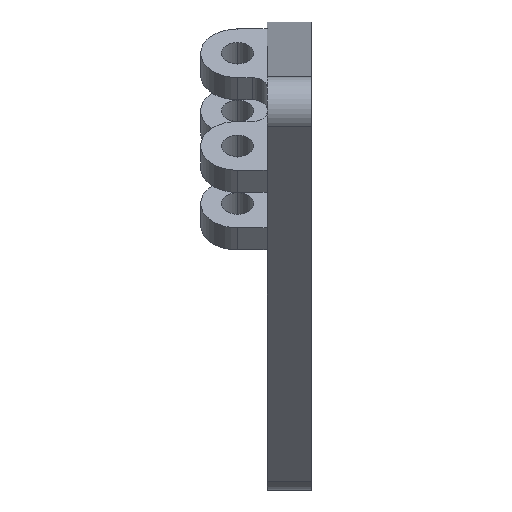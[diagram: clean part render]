
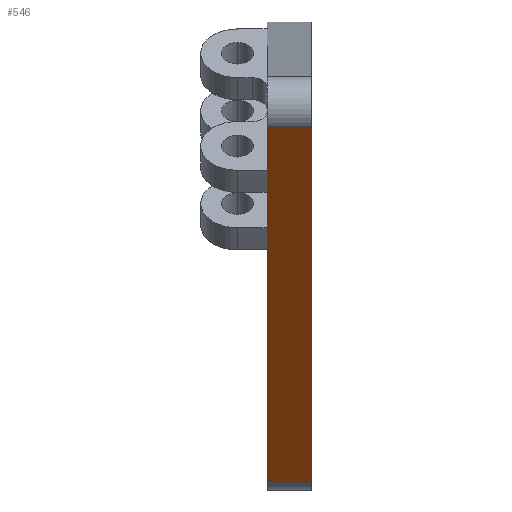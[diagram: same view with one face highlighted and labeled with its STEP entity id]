
A CAD part, top view. The second image highlights one B-rep face of the part: STEP entity #546.
In plain terms, the highlighted planar face has unit normal (0, -0.707, 0.707).
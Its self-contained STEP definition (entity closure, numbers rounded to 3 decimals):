
#88 = VECTOR ( 'NONE', #1464, 1000. ) ;
#108 = VERTEX_POINT ( 'NONE', #1056 ) ;
#177 = EDGE_CURVE ( 'NONE', #460, #108, #1549, .T. ) ;
#216 = ORIENTED_EDGE ( 'NONE', *, *, #339, .T. ) ;
#280 = CARTESIAN_POINT ( 'NONE',  ( -8., 18.586, -46.586 ) ) ;
#282 = CARTESIAN_POINT ( 'NONE',  ( -8., -5.414, -70.586 ) ) ;
#328 = VERTEX_POINT ( 'NONE', #847 ) ;
#339 = EDGE_CURVE ( 'NONE', #815, #328, #1093, .T. ) ;
#367 = DIRECTION ( 'NONE',  ( 0., -0.707, -0.707 ) ) ;
#418 = DIRECTION ( 'NONE',  ( 0., -0.707, -0.707 ) ) ;
#427 = DIRECTION ( 'NONE',  ( 0., -0.707, 0.707 ) ) ;
#452 = VECTOR ( 'NONE', #1151, 1000. ) ;
#460 = VERTEX_POINT ( 'NONE', #1042 ) ;
#465 = ORIENTED_EDGE ( 'NONE', *, *, #1238, .T. ) ;
#546 = ADVANCED_FACE ( 'NONE', ( #1548 ), #922, .T. ) ;
#561 = CARTESIAN_POINT ( 'NONE',  ( -8., 18.586, -46.586 ) ) ;
#594 = LINE ( 'NONE', #1492, #862 ) ;
#726 = VECTOR ( 'NONE', #789, 1000. ) ;
#737 = ORIENTED_EDGE ( 'NONE', *, *, #1400, .F. ) ;
#753 = ORIENTED_EDGE ( 'NONE', *, *, #177, .F. ) ;
#789 = DIRECTION ( 'NONE',  ( 0., -0.707, -0.707 ) ) ;
#815 = VERTEX_POINT ( 'NONE', #282 ) ;
#847 = CARTESIAN_POINT ( 'NONE',  ( -5., -5.414, -70.586 ) ) ;
#862 = VECTOR ( 'NONE', #367, 1000. ) ;
#922 = PLANE ( 'NONE',  #1611 ) ;
#976 = EDGE_LOOP ( 'NONE', ( #737, #753, #465, #216 ) ) ;
#1028 = CARTESIAN_POINT ( 'NONE',  ( -8., -5.414, -70.586 ) ) ;
#1042 = CARTESIAN_POINT ( 'NONE',  ( -8., 18.586, -46.586 ) ) ;
#1056 = CARTESIAN_POINT ( 'NONE',  ( -5., 18.586, -46.586 ) ) ;
#1093 = LINE ( 'NONE', #1028, #452 ) ;
#1151 = DIRECTION ( 'NONE',  ( 1., 0., 0. ) ) ;
#1238 = EDGE_CURVE ( 'NONE', #460, #815, #1409, .T. ) ;
#1400 = EDGE_CURVE ( 'NONE', #108, #328, #594, .T. ) ;
#1409 = LINE ( 'NONE', #280, #726 ) ;
#1464 = DIRECTION ( 'NONE',  ( 1., 0., 0. ) ) ;
#1492 = CARTESIAN_POINT ( 'NONE',  ( -5., 18.586, -46.586 ) ) ;
#1548 = FACE_OUTER_BOUND ( 'NONE', #976, .T. ) ;
#1549 = LINE ( 'NONE', #561, #88 ) ;
#1553 = CARTESIAN_POINT ( 'NONE',  ( -8., 18.586, -46.586 ) ) ;
#1611 = AXIS2_PLACEMENT_3D ( 'NONE', #1553, #427, #418 ) ;
